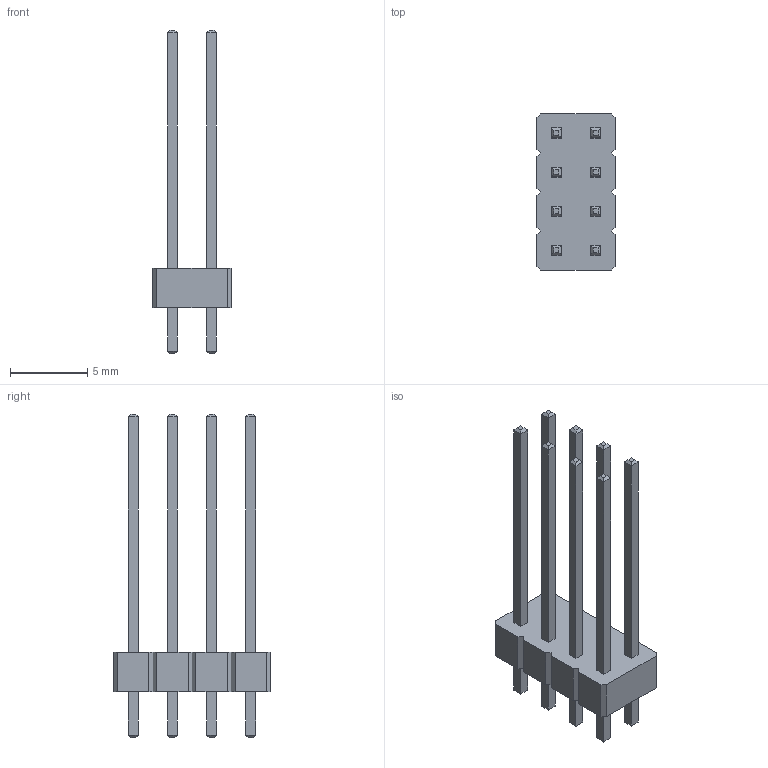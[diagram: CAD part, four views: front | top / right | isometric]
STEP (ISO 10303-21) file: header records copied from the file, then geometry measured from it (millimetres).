
FILE_DESCRIPTION(/* description */ (''),/* implementation_level */ '2;1');
FILE_NAME(/* name */ 'PH80DS-21.stp',/* time_stamp */ '2021-11-03T21:25:35+01:00',/* author */ ('Mariusz_PC'),/* organization */ (''),/* preprocessor_version */ 'ST-DEVELOPER v18.1',/* originating_system */ 'Autodesk Inventor 2022',/* authorisation */ '');
FILE_SCHEMA (('AUTOMOTIVE_DESIGN { 1 0 10303 214 3 1 1 }'));
Length unit declared in the file: millimetre
Products named in the file (1): PH80DS-21
Bounding box: 5.08 x 10.16 x 21 mm (x, y, z)
Volume: 189.8 mm3; surface area: 554.9 mm2
Topology: 1 solids, 1 shells, 172 faces, 398 edges, 244 vertices
Faces by surface type: plane 172
Entity records: 4932 total; most frequent: CARTESIAN_POINT 815, ORIENTED_EDGE 796, DIRECTION 744, LINE 398, VECTOR 398, EDGE_CURVE 398, VERTEX_POINT 244, EDGE_LOOP 188
